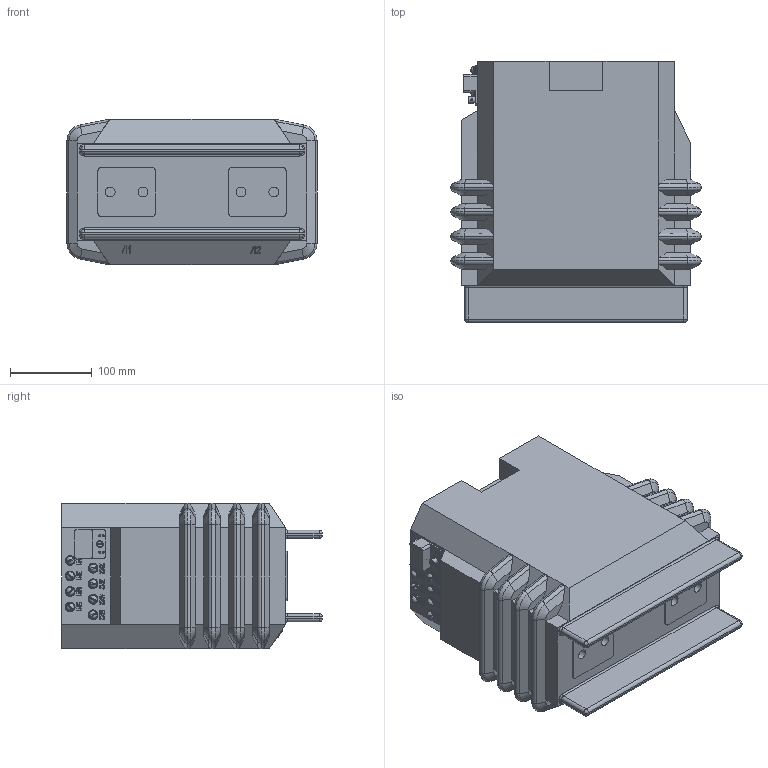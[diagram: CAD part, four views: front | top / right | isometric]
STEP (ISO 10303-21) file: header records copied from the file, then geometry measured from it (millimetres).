
FILE_DESCRIPTION(('STEP AP242'), '1');
FILE_NAME('ﾒﾋﾎ-24 ﾌ6ﾀﾑ 1500ﾀ', '', ('UNSPECIFIED'), ('UNSPECIFIED'), 'ASCON STEP Converter 1.6', 'ASCON Math Kernel', '');
FILE_SCHEMA(('AP242_MANAGED_MODEL_BASED_3D_ENGINEERING_MIM_LF { 1 0 10303 442 1 1 4 }'));
Length unit declared in the file: millimetre
Assembly tree (16 placements, depth 3):
  (unnamed)
    (unnamed)
    (unnamed)
    (unnamed)  x10
      (unnamed)
      (unnamed)
      (unnamed)
    (unnamed)
Bounding box: 306 x 319 x 178 mm (x, y, z)
Volume: 12729263.1 mm3; surface area: 425875.6 mm2
Topology: 33 solids, 33 shells, 2486 faces, 6758 edges, 4408 vertices
Faces by surface type: cylinder 1543, plane 796, torus 82, cone 45, sphere 18, bspline 2
Full cylindrical faces by diameter (mm): 2 x4, 2.5 x1, 5 x1, 5.5 x1, 6 x20, 6.4 x10, 8 x11, 10 x10, 12 x17, 13 x1, 16 x4
Entity records: 94427 total; most frequent: DIRECTION 14070, CARTESIAN_POINT 13396, ORIENTED_EDGE 12732, EDGE_CURVE 6366, AXIS2_PLACEMENT_3D 5427, VERTEX_POINT 4192, LINE 3216, VECTOR 3216
